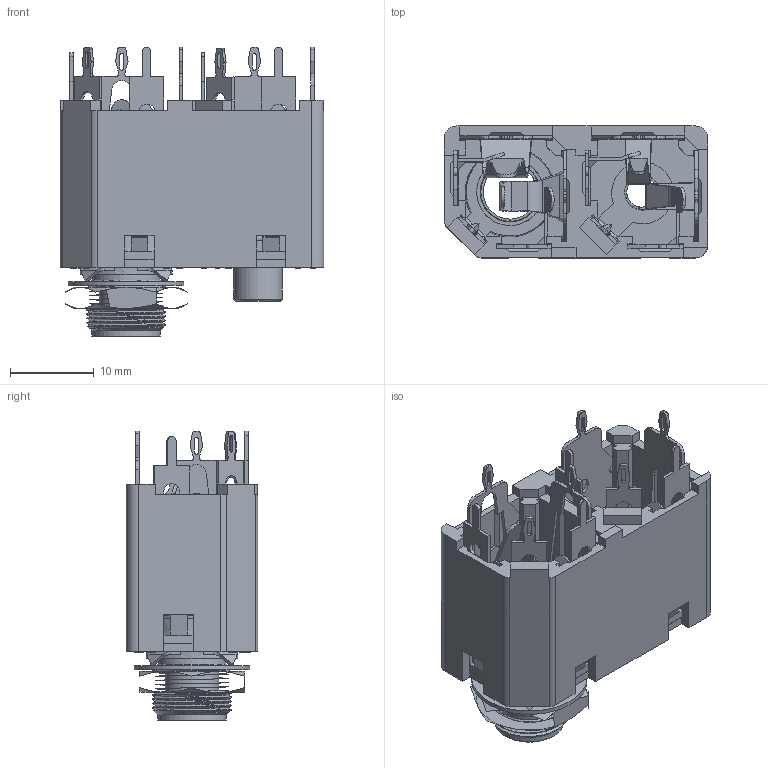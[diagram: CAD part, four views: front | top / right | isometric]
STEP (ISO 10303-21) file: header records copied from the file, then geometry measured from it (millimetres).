
FILE_DESCRIPTION((''),'2;1');
FILE_NAME('55010545-000.stp','2016-08-24T15:13:26',('thien'),(''),'Autodesk Inventor 2012','Autodesk Inventor 2012','');
FILE_SCHEMA(('CONFIG_CONTROL_DESIGN'));
Length unit declared in the file: millimetre
Products named in the file (1): 55010545-000_Shrinkwrap_1
Bounding box: 31.52 x 15.76 x 34.65 mm (x, y, z)
Volume: 4602 mm3; surface area: 8760.3 mm2
Topology: 1 solids, 15 shells, 1356 faces, 3938 edges, 2589 vertices
Faces by surface type: plane 976, bspline 164, cylinder 161, sphere 32, cone 23
Full cylindrical faces by diameter (mm): 0.3 x16, 1.9 x2, 2 x5, 3 x2, 3.6 x1, 5.8 x1, 6.45 x1, 7 x1, 7.15 x1, 8 x1, 8.2 x2, 10.1 x1, 11 x1, 13.8 x1
Entity records: 47595 total; most frequent: CARTESIAN_POINT 11785, ORIENTED_EDGE 7648, DIRECTION 6267, EDGE_CURVE 3824, VECTOR 2997, LINE 2997, VERTEX_POINT 2536, AXIS2_PLACEMENT_3D 1635
